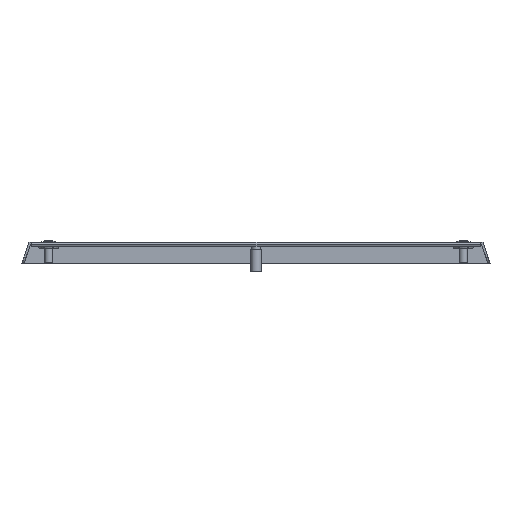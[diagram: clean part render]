
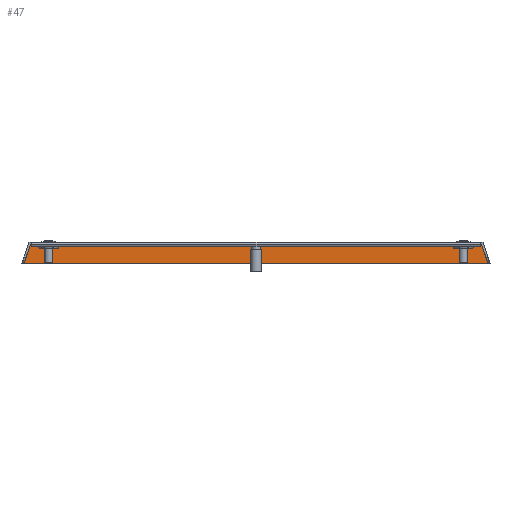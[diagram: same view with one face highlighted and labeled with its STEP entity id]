
A CAD part, front view. The second image highlights one B-rep face of the part: STEP entity #47.
In plain terms, the highlighted planar face has unit normal (0, -1, 0).
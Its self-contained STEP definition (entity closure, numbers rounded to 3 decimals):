
#47 = ADVANCED_FACE ( 'NONE', ( #4681 ), #5022, .F. ) ;
#141 = DIRECTION ( 'NONE',  ( 0.309, 0., 0.951 ) ) ;
#706 = CARTESIAN_POINT ( 'NONE',  ( 168.651, 900.4, -1.5 ) ) ;
#839 = CARTESIAN_POINT ( 'NONE',  ( 173.363, 900.4, -16. ) ) ;
#854 = CARTESIAN_POINT ( 'NONE',  ( -168.651, 900.4, -1.5 ) ) ;
#916 = AXIS2_PLACEMENT_3D ( 'NONE', #3724, #5055, #3674 ) ;
#1023 = LINE ( 'NONE', #2365, #3984 ) ;
#1351 = VECTOR ( 'NONE', #4698, 1000. ) ;
#1411 = LINE ( 'NONE', #3567, #4168 ) ;
#1433 = VERTEX_POINT ( 'NONE', #839 ) ;
#1513 = CARTESIAN_POINT ( 'NONE',  ( -173.513, 900.4, -16.464 ) ) ;
#1728 = EDGE_LOOP ( 'NONE', ( #5261, #4071, #2749, #4901 ) ) ;
#1760 = DIRECTION ( 'NONE',  ( -1., 0., 0. ) ) ;
#1827 = VECTOR ( 'NONE', #141, 1000. ) ;
#1866 = LINE ( 'NONE', #1513, #1827 ) ;
#2365 = CARTESIAN_POINT ( 'NONE',  ( 0., 900.4, -1.5 ) ) ;
#2414 = EDGE_CURVE ( 'NONE', #4916, #4432, #1866, .T. ) ;
#2716 = VERTEX_POINT ( 'NONE', #706 ) ;
#2749 = ORIENTED_EDGE ( 'NONE', *, *, #3970, .T. ) ;
#2953 = CARTESIAN_POINT ( 'NONE',  ( 140.103, 900.4, 86.364 ) ) ;
#3020 = CARTESIAN_POINT ( 'NONE',  ( -173.363, 900.4, -16. ) ) ;
#3567 = CARTESIAN_POINT ( 'NONE',  ( 0., 900.4, -16. ) ) ;
#3619 = DIRECTION ( 'NONE',  ( -1., 0., 0. ) ) ;
#3674 = DIRECTION ( 'NONE',  ( 0., 0., 1. ) ) ;
#3724 = CARTESIAN_POINT ( 'NONE',  ( -174.94, 900.4, -16. ) ) ;
#3837 = EDGE_CURVE ( 'NONE', #1433, #4916, #1411, .T. ) ;
#3970 = EDGE_CURVE ( 'NONE', #2716, #4432, #1023, .T. ) ;
#3984 = VECTOR ( 'NONE', #3619, 1000. ) ;
#4071 = ORIENTED_EDGE ( 'NONE', *, *, #5079, .F. ) ;
#4168 = VECTOR ( 'NONE', #1760, 1000. ) ;
#4432 = VERTEX_POINT ( 'NONE', #854 ) ;
#4681 = FACE_OUTER_BOUND ( 'NONE', #1728, .T. ) ;
#4698 = DIRECTION ( 'NONE',  ( 0.309, 0., -0.951 ) ) ;
#4901 = ORIENTED_EDGE ( 'NONE', *, *, #2414, .F. ) ;
#4916 = VERTEX_POINT ( 'NONE', #3020 ) ;
#5022 = PLANE ( 'NONE',  #916 ) ;
#5055 = DIRECTION ( 'NONE',  ( 0., 1., 0. ) ) ;
#5079 = EDGE_CURVE ( 'NONE', #2716, #1433, #5528, .T. ) ;
#5261 = ORIENTED_EDGE ( 'NONE', *, *, #3837, .F. ) ;
#5528 = LINE ( 'NONE', #2953, #1351 ) ;
